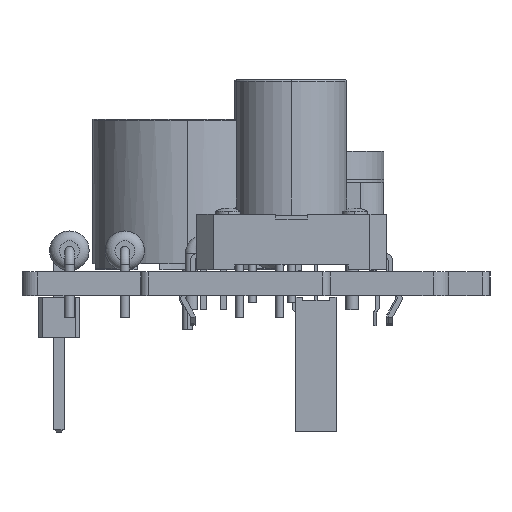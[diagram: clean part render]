
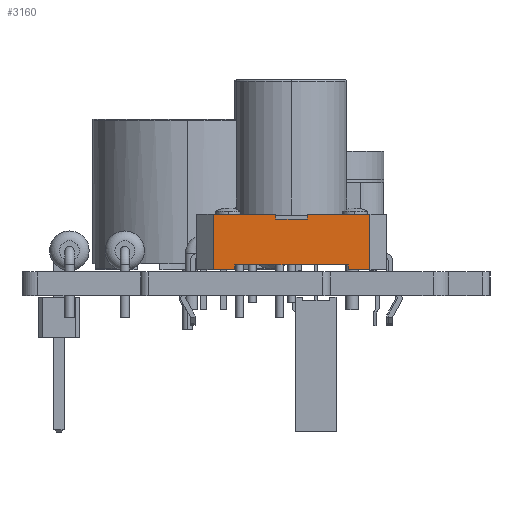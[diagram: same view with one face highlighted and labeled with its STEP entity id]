
A CAD part, left-side view. The second image highlights one B-rep face of the part: STEP entity #3160.
In plain terms, the highlighted face is planar.
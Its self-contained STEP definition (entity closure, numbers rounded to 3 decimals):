
#2742 = VERTEX_POINT('',#2743);
#2743 = CARTESIAN_POINT('',(5.25,3.5,3.55));
#2749 = EDGE_CURVE('',#2742,#2750,#2752,.T.);
#2750 = VERTEX_POINT('',#2751);
#2751 = CARTESIAN_POINT('',(1.29,3.5,3.55));
#2752 = LINE('',#2753,#2754);
#2753 = CARTESIAN_POINT('',(1.29,3.5,3.55));
#2754 = VECTOR('',#2755,1.);
#2755 = DIRECTION('',(-1.,0.,-0.));
#2798 = VERTEX_POINT('',#2799);
#2799 = CARTESIAN_POINT('',(2.65,3.5,0.35));
#2805 = EDGE_CURVE('',#2806,#2798,#2808,.T.);
#2806 = VERTEX_POINT('',#2807);
#2807 = CARTESIAN_POINT('',(9.85,3.5,0.35));
#2808 = LINE('',#2809,#2810);
#2809 = CARTESIAN_POINT('',(1.29,3.5,0.35));
#2810 = VECTOR('',#2811,1.);
#2811 = DIRECTION('',(-1.,0.,-0.));
#3135 = VERTEX_POINT('',#3136);
#3136 = CARTESIAN_POINT('',(11.21,3.5,0.05));
#3142 = EDGE_CURVE('',#3143,#3135,#3145,.T.);
#3143 = VERTEX_POINT('',#3144);
#3144 = CARTESIAN_POINT('',(11.21,3.5,3.55));
#3145 = LINE('',#3146,#3147);
#3146 = CARTESIAN_POINT('',(11.21,3.5,3.55));
#3147 = VECTOR('',#3148,1.);
#3148 = DIRECTION('',(-0.,0.,-1.));
#3160 = ADVANCED_FACE('',(#3161),#3232,.F.);
#3161 = FACE_BOUND('',#3162,.T.);
#3162 = EDGE_LOOP('',(#3163,#3164,#3172,#3180,#3188,#3194,#3195,#3203,
    #3209,#3210,#3218,#3226));
#3163 = ORIENTED_EDGE('',*,*,#2749,.F.);
#3164 = ORIENTED_EDGE('',*,*,#3165,.F.);
#3165 = EDGE_CURVE('',#3166,#2742,#3168,.T.);
#3166 = VERTEX_POINT('',#3167);
#3167 = CARTESIAN_POINT('',(5.25,3.5,3.25));
#3168 = LINE('',#3169,#3170);
#3169 = CARTESIAN_POINT('',(5.25,3.5,3.25));
#3170 = VECTOR('',#3171,1.);
#3171 = DIRECTION('',(0.,0.,1.));
#3172 = ORIENTED_EDGE('',*,*,#3173,.F.);
#3173 = EDGE_CURVE('',#3174,#3166,#3176,.T.);
#3174 = VERTEX_POINT('',#3175);
#3175 = CARTESIAN_POINT('',(7.25,3.5,3.25));
#3176 = LINE('',#3177,#3178);
#3177 = CARTESIAN_POINT('',(5.25,3.5,3.25));
#3178 = VECTOR('',#3179,1.);
#3179 = DIRECTION('',(-1.,0.,-0.));
#3180 = ORIENTED_EDGE('',*,*,#3181,.T.);
#3181 = EDGE_CURVE('',#3174,#3182,#3184,.T.);
#3182 = VERTEX_POINT('',#3183);
#3183 = CARTESIAN_POINT('',(7.25,3.5,3.55));
#3184 = LINE('',#3185,#3186);
#3185 = CARTESIAN_POINT('',(7.25,3.5,3.25));
#3186 = VECTOR('',#3187,1.);
#3187 = DIRECTION('',(0.,0.,1.));
#3188 = ORIENTED_EDGE('',*,*,#3189,.F.);
#3189 = EDGE_CURVE('',#3143,#3182,#3190,.T.);
#3190 = LINE('',#3191,#3192);
#3191 = CARTESIAN_POINT('',(1.29,3.5,3.55));
#3192 = VECTOR('',#3193,1.);
#3193 = DIRECTION('',(-1.,0.,-0.));
#3194 = ORIENTED_EDGE('',*,*,#3142,.T.);
#3195 = ORIENTED_EDGE('',*,*,#3196,.F.);
#3196 = EDGE_CURVE('',#3197,#3135,#3199,.T.);
#3197 = VERTEX_POINT('',#3198);
#3198 = CARTESIAN_POINT('',(9.85,3.5,0.05));
#3199 = LINE('',#3200,#3201);
#3200 = CARTESIAN_POINT('',(9.85,3.5,0.05));
#3201 = VECTOR('',#3202,1.);
#3202 = DIRECTION('',(1.,0.,0.));
#3203 = ORIENTED_EDGE('',*,*,#3204,.T.);
#3204 = EDGE_CURVE('',#3197,#2806,#3205,.T.);
#3205 = LINE('',#3206,#3207);
#3206 = CARTESIAN_POINT('',(9.85,3.5,0.05));
#3207 = VECTOR('',#3208,1.);
#3208 = DIRECTION('',(0.,0.,1.));
#3209 = ORIENTED_EDGE('',*,*,#2805,.T.);
#3210 = ORIENTED_EDGE('',*,*,#3211,.F.);
#3211 = EDGE_CURVE('',#3212,#2798,#3214,.T.);
#3212 = VERTEX_POINT('',#3213);
#3213 = CARTESIAN_POINT('',(2.65,3.5,0.05));
#3214 = LINE('',#3215,#3216);
#3215 = CARTESIAN_POINT('',(2.65,3.5,0.05));
#3216 = VECTOR('',#3217,1.);
#3217 = DIRECTION('',(0.,0.,1.));
#3218 = ORIENTED_EDGE('',*,*,#3219,.F.);
#3219 = EDGE_CURVE('',#3220,#3212,#3222,.T.);
#3220 = VERTEX_POINT('',#3221);
#3221 = CARTESIAN_POINT('',(1.29,3.5,0.05));
#3222 = LINE('',#3223,#3224);
#3223 = CARTESIAN_POINT('',(2.65,3.5,0.05));
#3224 = VECTOR('',#3225,1.);
#3225 = DIRECTION('',(1.,0.,0.));
#3226 = ORIENTED_EDGE('',*,*,#3227,.F.);
#3227 = EDGE_CURVE('',#2750,#3220,#3228,.T.);
#3228 = LINE('',#3229,#3230);
#3229 = CARTESIAN_POINT('',(1.29,3.5,3.55));
#3230 = VECTOR('',#3231,1.);
#3231 = DIRECTION('',(-0.,0.,-1.));
#3232 = PLANE('',#3233);
#3233 = AXIS2_PLACEMENT_3D('',#3234,#3235,#3236);
#3234 = CARTESIAN_POINT('',(1.29,3.5,3.55));
#3235 = DIRECTION('',(0.,-1.,0.));
#3236 = DIRECTION('',(1.,0.,0.));
